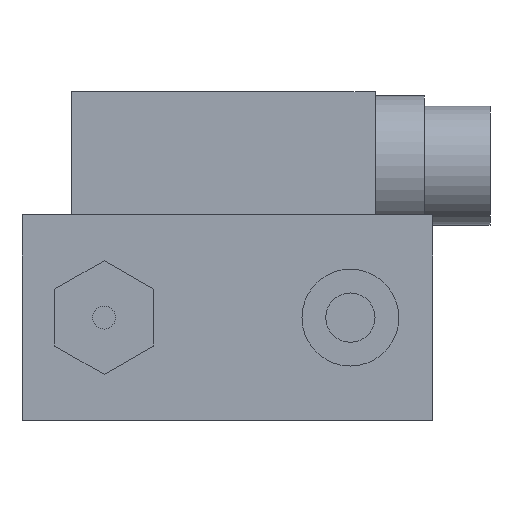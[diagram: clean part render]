
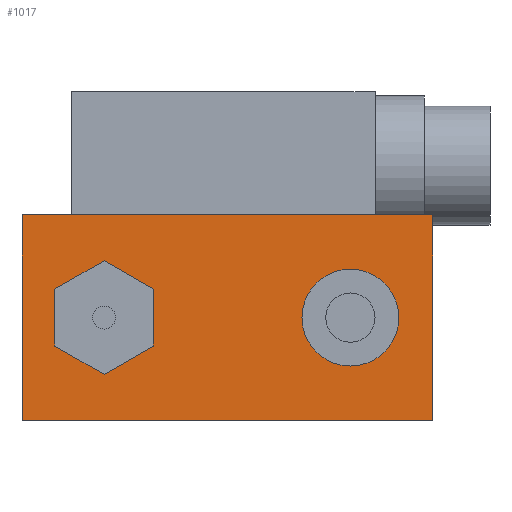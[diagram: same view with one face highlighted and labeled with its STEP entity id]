
A CAD part, left-side view. The second image highlights one B-rep face of the part: STEP entity #1017.
In plain terms, the highlighted planar face has unit normal (-1, 0, 0).
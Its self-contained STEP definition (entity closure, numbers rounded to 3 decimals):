
#73=LINE('',#1629,#160);
#77=LINE('',#1637,#164);
#80=LINE('',#1643,#167);
#83=LINE('',#1649,#170);
#86=LINE('',#1655,#173);
#89=LINE('',#1660,#176);
#91=LINE('',#1666,#178);
#92=LINE('',#1668,#179);
#93=LINE('',#1670,#180);
#94=LINE('',#1671,#181);
#160=VECTOR('',#1338,6.928);
#164=VECTOR('',#1344,6.928);
#167=VECTOR('',#1349,6.928);
#170=VECTOR('',#1354,6.928);
#173=VECTOR('',#1359,6.928);
#176=VECTOR('',#1364,6.928);
#178=VECTOR('',#1370,50.);
#179=VECTOR('',#1371,25.);
#180=VECTOR('',#1372,50.);
#181=VECTOR('',#1373,25.);
#227=PLANE('',#1111);
#258=FACE_BOUND('',#413,.T.);
#259=FACE_BOUND('',#414,.T.);
#325=FACE_OUTER_BOUND('',#412,.T.);
#412=EDGE_LOOP('',(#881,#882,#883,#884));
#413=EDGE_LOOP('',(#885));
#414=EDGE_LOOP('',(#886,#887,#888,#889,#890,#891));
#449=CIRCLE('',#1042,5.9);
#486=VERTEX_POINT('',#1447);
#545=VERTEX_POINT('',#1627);
#546=VERTEX_POINT('',#1628);
#549=VERTEX_POINT('',#1636);
#551=VERTEX_POINT('',#1642);
#553=VERTEX_POINT('',#1648);
#555=VERTEX_POINT('',#1654);
#557=VERTEX_POINT('',#1664);
#558=VERTEX_POINT('',#1665);
#559=VERTEX_POINT('',#1667);
#560=VERTEX_POINT('',#1669);
#578=EDGE_CURVE('',#486,#486,#449,.T.);
#658=EDGE_CURVE('',#545,#546,#73,.T.);
#662=EDGE_CURVE('',#546,#549,#77,.T.);
#665=EDGE_CURVE('',#549,#551,#80,.T.);
#668=EDGE_CURVE('',#551,#553,#83,.T.);
#671=EDGE_CURVE('',#553,#555,#86,.T.);
#674=EDGE_CURVE('',#555,#545,#89,.T.);
#676=EDGE_CURVE('',#557,#558,#91,.T.);
#677=EDGE_CURVE('',#558,#559,#92,.T.);
#678=EDGE_CURVE('',#560,#559,#93,.T.);
#679=EDGE_CURVE('',#557,#560,#94,.T.);
#881=ORIENTED_EDGE('',*,*,#676,.T.);
#882=ORIENTED_EDGE('',*,*,#677,.T.);
#883=ORIENTED_EDGE('',*,*,#678,.F.);
#884=ORIENTED_EDGE('',*,*,#679,.F.);
#885=ORIENTED_EDGE('',*,*,#578,.T.);
#886=ORIENTED_EDGE('',*,*,#658,.T.);
#887=ORIENTED_EDGE('',*,*,#662,.T.);
#888=ORIENTED_EDGE('',*,*,#665,.T.);
#889=ORIENTED_EDGE('',*,*,#668,.T.);
#890=ORIENTED_EDGE('',*,*,#671,.T.);
#891=ORIENTED_EDGE('',*,*,#674,.T.);
#1017=ADVANCED_FACE('',(#325,#258,#259),#227,.T.);
#1042=AXIS2_PLACEMENT_3D('',#1448,#1154,#1155);
#1111=AXIS2_PLACEMENT_3D('',#1663,#1368,#1369);
#1154=DIRECTION('center_axis',(1.,0.,0.));
#1155=DIRECTION('ref_axis',(0.,0.,-1.));
#1338=DIRECTION('',(0.,-0.866,-0.5));
#1344=DIRECTION('',(0.,0.,-1.));
#1349=DIRECTION('',(0.,0.866,-0.5));
#1354=DIRECTION('',(0.,0.866,0.5));
#1359=DIRECTION('',(0.,0.,1.));
#1364=DIRECTION('',(0.,-0.866,0.5));
#1368=DIRECTION('center_axis',(-1.,0.,0.));
#1369=DIRECTION('ref_axis',(0.,-1.,0.));
#1370=DIRECTION('',(0.,-1.,0.));
#1371=DIRECTION('',(0.,0.,1.));
#1372=DIRECTION('',(0.,-1.,0.));
#1373=DIRECTION('',(0.,0.,1.));
#1447=CARTESIAN_POINT('',(-51.5,-15.,18.4));
#1448=CARTESIAN_POINT('Origin',(-51.5,-15.,12.5));
#1627=CARTESIAN_POINT('',(-51.5,15.,19.428));
#1628=CARTESIAN_POINT('',(-51.5,9.,15.964));
#1629=CARTESIAN_POINT('',(-51.5,11.544,17.433));
#1636=CARTESIAN_POINT('',(-51.5,9.,9.036));
#1637=CARTESIAN_POINT('',(-51.5,9.,4.518));
#1642=CARTESIAN_POINT('',(-51.5,15.,5.572));
#1643=CARTESIAN_POINT('',(-51.5,19.956,2.71));
#1648=CARTESIAN_POINT('',(-51.5,21.,9.036));
#1649=CARTESIAN_POINT('',(-51.5,20.544,8.772));
#1654=CARTESIAN_POINT('',(-51.5,21.,15.964));
#1655=CARTESIAN_POINT('',(-51.5,21.,7.982));
#1660=CARTESIAN_POINT('',(-51.5,22.956,14.835));
#1663=CARTESIAN_POINT('Origin',(-51.5,25.,0.));
#1664=CARTESIAN_POINT('',(-51.5,25.,0.));
#1665=CARTESIAN_POINT('',(-51.5,-25.,0.));
#1666=CARTESIAN_POINT('',(-51.5,25.,0.));
#1667=CARTESIAN_POINT('',(-51.5,-25.,25.));
#1668=CARTESIAN_POINT('',(-51.5,-25.,0.));
#1669=CARTESIAN_POINT('',(-51.5,25.,25.));
#1670=CARTESIAN_POINT('',(-51.5,25.,25.));
#1671=CARTESIAN_POINT('',(-51.5,25.,0.));
